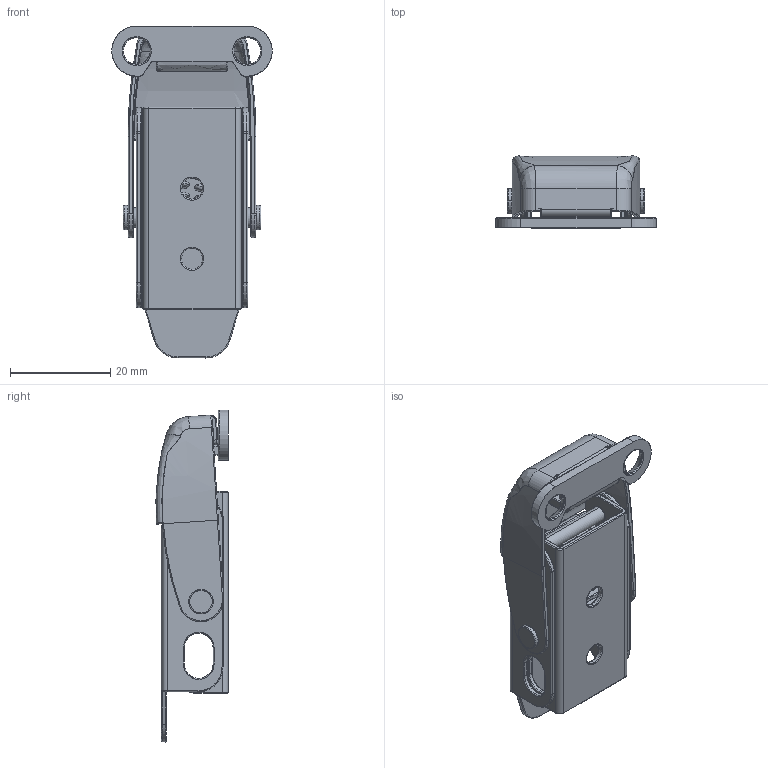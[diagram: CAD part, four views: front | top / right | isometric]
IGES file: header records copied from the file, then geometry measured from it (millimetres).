
Start section: SolidWorks IGES file using analytic representation for surfaces
Global section: file name: TSL-108-4N.IGS; native system: SolidWorks 2016; preprocessor: SolidWorks 2016; author: death; date: 220928.141523; units: millimetre
Bounding box: 32 x 14.39 x 66.23 mm (x, y, z)
Surface area: 12448.7 mm2 (no closed solid volume)
Topology: 0 solids, 0 shells, 816 faces, 6358 edges, 6344 vertices
Faces by surface type: bspline 458, revolution 358
